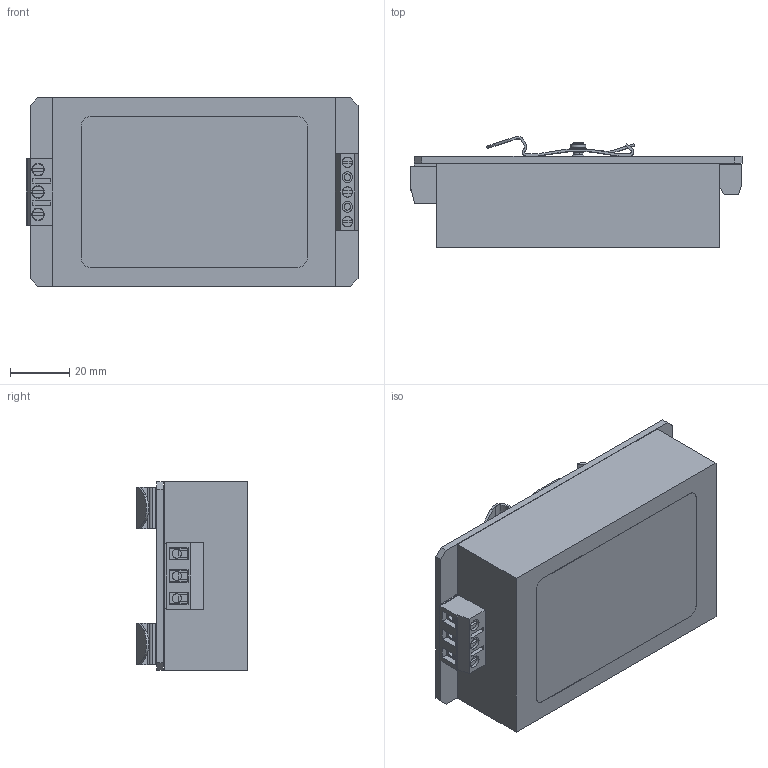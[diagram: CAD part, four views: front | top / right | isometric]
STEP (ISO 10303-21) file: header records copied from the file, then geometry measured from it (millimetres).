
FILE_DESCRIPTION (( 'STEP AP214' ), '1' );
FILE_NAME ('BP72030.STEP', '2022-04-20T19:11:13', ( '' ), ( '' ), 'SwSTEP 2.0', 'SolidWorks 2020', '' );
FILE_SCHEMA (( 'AUTOMOTIVE_DESIGN' ));
Length unit declared in the file: inch
Products named in the file (17): 700064205; 850450290_BP72030; covers_860047038; screw 4 Fl Hd_#4 x .25; 321215000 assembly_web model BP4; 860047939 Rev B_860047941; 860047460; Screw 4-40x_25 PHMS_90272A106; 700055065_92010A216; BP72030; Round Spacer_#4 .25R,.875L; 730045025; Tape_VHB_30W_TB; 321215000d_web model; Tape_VHB_30W_TB_INSULATOR; Label_model_ser_050059195; 730045035
Assembly tree (22 placements, depth 3):
  BP72030
    860047939 Rev B_860047941
    covers_860047038
    321215000 assembly_web model BP4
      321215000d_web model
      Screw 4-40x_25 PHMS_90272A106  x2
      Round Spacer_#4 .25R,.875L  x2
    730045025
    730045035
    850450290_BP72030
    860047460
    Tape_VHB_30W_TB  x2
    Tape_VHB_30W_TB_INSULATOR
    Label_model_ser_050059195
    700064205  x2
    700055065_92010A216  x2
    screw 4 Fl Hd_#4 x .25  x2
Bounding box: 111.93 x 37.43 x 63.5 mm (x, y, z)
Volume: 55268.5 mm3; surface area: 94490 mm2
Topology: 27 solids, 27 shells, 1118 faces, 2991 edges, 1958 vertices
Faces by surface type: cylinder 544, plane 460, cone 88, bspline 14, torus 8, sphere 4
Entity records: 32705 total; most frequent: CARTESIAN_POINT 7183, DIRECTION 4589, ORIENTED_EDGE 4560, EDGE_CURVE 2280, AXIS2_PLACEMENT_3D 1670, VERTEX_POINT 1498, VECTOR 1249, LINE 1249
